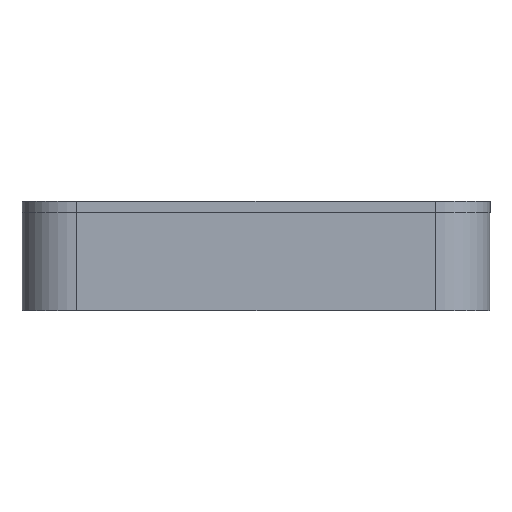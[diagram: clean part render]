
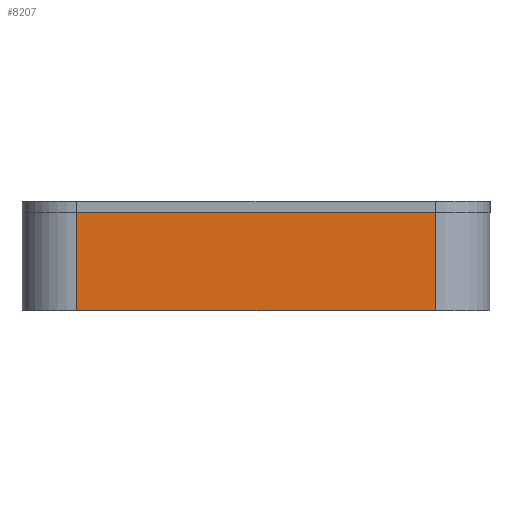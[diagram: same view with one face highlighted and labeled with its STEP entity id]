
A CAD part, front view. The second image highlights one B-rep face of the part: STEP entity #8207.
In plain terms, the highlighted planar face has unit normal (0, -1, 0).
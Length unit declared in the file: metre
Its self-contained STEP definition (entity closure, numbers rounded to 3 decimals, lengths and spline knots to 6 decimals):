
#1145=LINE('',#14290,#1826);
#1146=LINE('',#14321,#1827);
#1147=LINE('',#14324,#1828);
#1148=LINE('',#14325,#1829);
#1826=VECTOR('',#10193,1.);
#1827=VECTOR('',#10230,1.);
#1828=VECTOR('',#10231,1.);
#1829=VECTOR('',#10232,1.);
#2038=PLANE('',#8691);
#4267=ORIENTED_EDGE('',*,*,#5477,.F.);
#4268=ORIENTED_EDGE('',*,*,#5478,.T.);
#4269=ORIENTED_EDGE('',*,*,#5464,.T.);
#4270=ORIENTED_EDGE('',*,*,#5479,.T.);
#5464=EDGE_CURVE('',#6279,#6278,#1145,.T.);
#5477=EDGE_CURVE('',#6291,#6292,#1146,.T.);
#5478=EDGE_CURVE('',#6291,#6279,#1147,.F.);
#5479=EDGE_CURVE('',#6278,#6292,#1148,.T.);
#6278=VERTEX_POINT('',#14289);
#6279=VERTEX_POINT('',#14291);
#6291=VERTEX_POINT('',#14322);
#6292=VERTEX_POINT('',#14323);
#7057=EDGE_LOOP('',(#4267,#4268,#4269,#4270));
#7676=FACE_BOUND('',#7057,.T.);
#8207=ADVANCED_FACE('',(#7676),#2038,.T.);
#8691=AXIS2_PLACEMENT_3D('',#14320,#10228,#10229);
#10193=DIRECTION('',(-1.,0.,0.));
#10228=DIRECTION('',(0.,-1.,0.));
#10229=DIRECTION('',(0.,0.,-1.));
#10230=DIRECTION('',(-1.,0.,0.));
#10231=DIRECTION('',(0.,0.,-1.));
#10232=DIRECTION('',(0.,0.,-1.));
#14289=CARTESIAN_POINT('',(-0.023662,-0.04105,0.013));
#14290=CARTESIAN_POINT('',(0.,-0.04105,0.013));
#14291=CARTESIAN_POINT('',(0.023662,-0.04105,0.013));
#14320=CARTESIAN_POINT('',(0.,-0.04105,0.013));
#14321=CARTESIAN_POINT('',(0.,-0.04105,0.));
#14322=CARTESIAN_POINT('',(0.023662,-0.04105,0.));
#14323=CARTESIAN_POINT('',(-0.023662,-0.04105,0.));
#14324=CARTESIAN_POINT('',(0.023662,-0.04105,0.013));
#14325=CARTESIAN_POINT('',(-0.023662,-0.04105,0.013));
